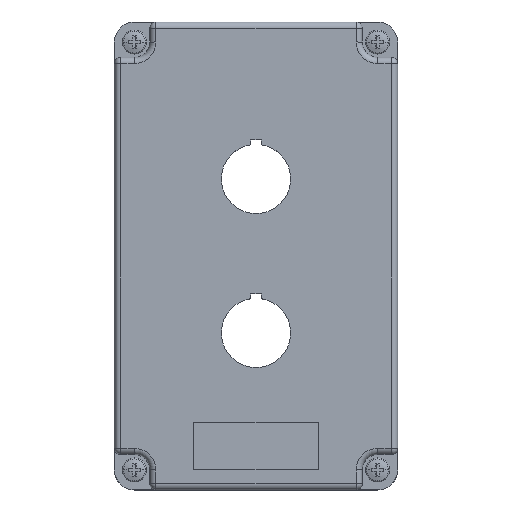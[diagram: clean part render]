
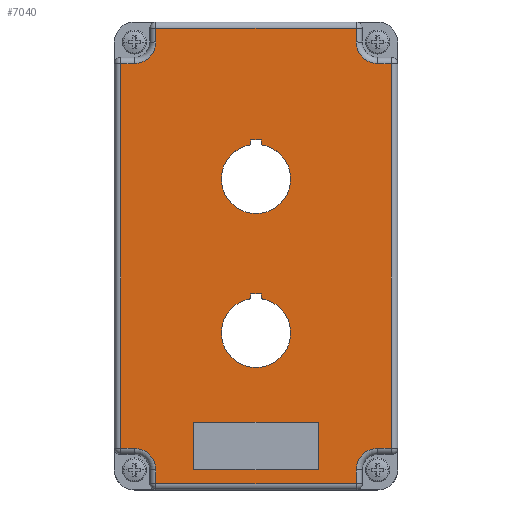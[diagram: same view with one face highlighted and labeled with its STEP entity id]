
A CAD part, top view. The second image highlights one B-rep face of the part: STEP entity #7040.
In plain terms, the highlighted planar face has unit normal (0, 0, 1).
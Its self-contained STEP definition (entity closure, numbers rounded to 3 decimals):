
#4610=CARTESIAN_POINT('',(68.537,-64.102,15.));
#4620=DIRECTION('',(0.,0.,1.));
#4630=DIRECTION('',(1.,0.,0.));
#4640=AXIS2_PLACEMENT_3D('',#4610,#4620,#4630);
#4650=PLANE('',#4640);
#4660=CARTESIAN_POINT('',(0.,-6.814,15.));
#4670=DIRECTION('',(-1.,0.,0.));
#4680=VECTOR('',#4670,1.);
#4690=LINE('',#4660,#4680);
#4700=CARTESIAN_POINT('',(70.287,-6.814,15.));
#4710=VERTEX_POINT('',#4700);
#4720=CARTESIAN_POINT('',(66.787,-6.814,15.));
#4730=VERTEX_POINT('',#4720);
#4740=EDGE_CURVE('',#4710,#4730,#4690,.T.);
#4750=ORIENTED_EDGE('',*,*,#4740,.F.);
#4760=CARTESIAN_POINT('',(66.787,0.,15.));
#4770=DIRECTION('',(0.,-1.,0.));
#4780=VECTOR('',#4770,1.);
#4790=LINE('',#4760,#4780);
#4800=CARTESIAN_POINT('',(66.787,-8.401,15.));
#4810=VERTEX_POINT('',#4800);
#4820=EDGE_CURVE('',#4730,#4810,#4790,.T.);
#4830=ORIENTED_EDGE('',*,*,#4820,.F.);
#4840=CARTESIAN_POINT('',(68.537,-19.514,15.));
#4850=DIRECTION('',(0.,0.,1.));
#4860=DIRECTION('',(1.,0.,0.));
#4870=AXIS2_PLACEMENT_3D('',#4840,#4850,#4860);
#4880=CIRCLE('',#4870,11.25);
#4890=CARTESIAN_POINT('',(70.287,-8.401,15.));
#4900=VERTEX_POINT('',#4890);
#4910=EDGE_CURVE('',#4810,#4900,#4880,.T.);
#4920=ORIENTED_EDGE('',*,*,#4910,.F.);
#4930=CARTESIAN_POINT('',(70.287,0.,15.));
#4940=DIRECTION('',(0.,1.,0.));
#4950=VECTOR('',#4940,1.);
#4960=LINE('',#4930,#4950);
#4970=EDGE_CURVE('',#4900,#4710,#4960,.T.);
#4980=ORIENTED_EDGE('',*,*,#4970,.F.);
#4990=EDGE_LOOP('',(#4980,#4920,#4830,#4750));
#5000=FACE_BOUND('',#4990,.T.);
#5010=CARTESIAN_POINT('',(0.,-114.014,15.));
#5020=DIRECTION('',(1.,0.,0.));
#5030=VECTOR('',#5020,1.);
#5040=LINE('',#5010,#5030);
#5050=CARTESIAN_POINT('',(48.287,-114.014,15.));
#5060=VERTEX_POINT('',#5050);
#5070=CARTESIAN_POINT('',(88.787,-114.014,15.));
#5080=VERTEX_POINT('',#5070);
#5090=EDGE_CURVE('',#5060,#5080,#5040,.T.);
#5100=ORIENTED_EDGE('',*,*,#5090,.F.);
#5110=CARTESIAN_POINT('',(88.787,0.,15.));
#5120=DIRECTION('',(0.,1.,0.));
#5130=VECTOR('',#5120,1.);
#5140=LINE('',#5110,#5130);
#5150=CARTESIAN_POINT('',(88.787,-98.514,15.));
#5160=VERTEX_POINT('',#5150);
#5170=EDGE_CURVE('',#5080,#5160,#5140,.T.);
#5180=ORIENTED_EDGE('',*,*,#5170,.F.);
#5190=CARTESIAN_POINT('',(0.,-98.514,15.));
#5200=DIRECTION('',(-1.,0.,0.));
#5210=VECTOR('',#5200,1.);
#5220=LINE('',#5190,#5210);
#5230=CARTESIAN_POINT('',(48.287,-98.514,15.));
#5240=VERTEX_POINT('',#5230);
#5250=EDGE_CURVE('',#5160,#5240,#5220,.T.);
#5260=ORIENTED_EDGE('',*,*,#5250,.F.);
#5270=CARTESIAN_POINT('',(48.287,0.,15.));
#5280=DIRECTION('',(0.,-1.,0.));
#5290=VECTOR('',#5280,1.);
#5300=LINE('',#5270,#5290);
#5310=EDGE_CURVE('',#5240,#5060,#5300,.T.);
#5320=ORIENTED_EDGE('',*,*,#5310,.F.);
#5330=EDGE_LOOP('',(#5320,#5260,#5180,#5100));
#5340=FACE_BOUND('',#5330,.T.);
#5350=CARTESIAN_POINT('',(0.,-56.814,15.));
#5360=DIRECTION('',(-1.,0.,0.));
#5370=VECTOR('',#5360,1.);
#5380=LINE('',#5350,#5370);
#5390=CARTESIAN_POINT('',(70.287,-56.814,15.));
#5400=VERTEX_POINT('',#5390);
#5410=CARTESIAN_POINT('',(66.787,-56.814,15.));
#5420=VERTEX_POINT('',#5410);
#5430=EDGE_CURVE('',#5400,#5420,#5380,.T.);
#5440=ORIENTED_EDGE('',*,*,#5430,.F.);
#5450=CARTESIAN_POINT('',(66.787,0.,15.));
#5460=DIRECTION('',(0.,-1.,0.));
#5470=VECTOR('',#5460,1.);
#5480=LINE('',#5450,#5470);
#5490=CARTESIAN_POINT('',(66.787,-58.401,15.));
#5500=VERTEX_POINT('',#5490);
#5510=EDGE_CURVE('',#5420,#5500,#5480,.T.);
#5520=ORIENTED_EDGE('',*,*,#5510,.F.);
#5530=CARTESIAN_POINT('',(68.537,-69.514,15.));
#5540=DIRECTION('',(0.,0.,1.));
#5550=DIRECTION('',(1.,0.,0.));
#5560=AXIS2_PLACEMENT_3D('',#5530,#5540,#5550);
#5570=CIRCLE('',#5560,11.25);
#5580=CARTESIAN_POINT('',(70.287,-58.401,15.));
#5590=VERTEX_POINT('',#5580);
#5600=EDGE_CURVE('',#5500,#5590,#5570,.T.);
#5610=ORIENTED_EDGE('',*,*,#5600,.F.);
#5620=CARTESIAN_POINT('',(70.287,0.,15.));
#5630=DIRECTION('',(0.,1.,0.));
#5640=VECTOR('',#5630,1.);
#5650=LINE('',#5620,#5640);
#5660=EDGE_CURVE('',#5590,#5400,#5650,.T.);
#5670=ORIENTED_EDGE('',*,*,#5660,.F.);
#5680=EDGE_LOOP('',(#5670,#5610,#5520,#5440));
#5690=FACE_BOUND('',#5680,.T.);
#5700=CARTESIAN_POINT('',(108.037,24.986,15.));
#5710=DIRECTION('',(0.,0.,1.));
#5720=DIRECTION('',(1.,0.,0.));
#5730=AXIS2_PLACEMENT_3D('',#5700,#5710,#5720);
#5740=CIRCLE('',#5730,7.);
#5750=CARTESIAN_POINT('',(101.037,24.986,15.));
#5760=VERTEX_POINT('',#5750);
#5770=CARTESIAN_POINT('',(108.037,17.986,15.));
#5780=VERTEX_POINT('',#5770);
#5790=EDGE_CURVE('',#5760,#5780,#5740,.T.);
#5800=ORIENTED_EDGE('',*,*,#5790,.F.);
#5810=CARTESIAN_POINT('',(0.,17.986,15.));
#5820=DIRECTION('',(-1.,0.,0.));
#5830=VECTOR('',#5820,1.);
#5840=LINE('',#5810,#5830);
#5850=CARTESIAN_POINT('',(112.537,17.986,15.));
#5860=VERTEX_POINT('',#5850);
#5870=EDGE_CURVE('',#5860,#5780,#5840,.T.);
#5880=ORIENTED_EDGE('',*,*,#5870,.T.);
#5890=CARTESIAN_POINT('',(112.537,0.,15.));
#5900=DIRECTION('',(0.,-1.,0.));
#5910=VECTOR('',#5900,1.);
#5920=LINE('',#5890,#5910);
#5930=CARTESIAN_POINT('',(112.537,-107.014,15.));
#5940=VERTEX_POINT('',#5930);
#5950=EDGE_CURVE('',#5860,#5940,#5920,.T.);
#5960=ORIENTED_EDGE('',*,*,#5950,.F.);
#5970=CARTESIAN_POINT('',(0.,-107.014,15.));
#5980=DIRECTION('',(1.,0.,0.));
#5990=VECTOR('',#5980,1.);
#6000=LINE('',#5970,#5990);
#6010=CARTESIAN_POINT('',(108.037,-107.014,15.));
#6020=VERTEX_POINT('',#6010);
#6030=EDGE_CURVE('',#6020,#5940,#6000,.T.);
#6040=ORIENTED_EDGE('',*,*,#6030,.T.);
#6050=CARTESIAN_POINT('',(108.037,-114.014,15.));
#6060=DIRECTION('',(0.,0.,1.));
#6070=DIRECTION('',(1.,0.,0.));
#6080=AXIS2_PLACEMENT_3D('',#6050,#6060,#6070);
#6090=CIRCLE('',#6080,7.);
#6100=CARTESIAN_POINT('',(101.037,-114.014,15.));
#6110=VERTEX_POINT('',#6100);
#6120=EDGE_CURVE('',#6020,#6110,#6090,.T.);
#6130=ORIENTED_EDGE('',*,*,#6120,.F.);
#6140=CARTESIAN_POINT('',(101.037,0.,15.));
#6150=DIRECTION('',(0.,-1.,0.));
#6160=VECTOR('',#6150,1.);
#6170=LINE('',#6140,#6160);
#6180=CARTESIAN_POINT('',(101.037,-118.514,15.));
#6190=VERTEX_POINT('',#6180);
#6200=EDGE_CURVE('',#6110,#6190,#6170,.T.);
#6210=ORIENTED_EDGE('',*,*,#6200,.F.);
#6220=CARTESIAN_POINT('',(0.,-118.514,15.));
#6230=DIRECTION('',(1.,0.,0.));
#6240=VECTOR('',#6230,1.);
#6250=LINE('',#6220,#6240);
#6260=CARTESIAN_POINT('',(36.037,-118.514,15.));
#6270=VERTEX_POINT('',#6260);
#6280=EDGE_CURVE('',#6270,#6190,#6250,.T.);
#6290=ORIENTED_EDGE('',*,*,#6280,.T.);
#6300=CARTESIAN_POINT('',(36.037,0.,15.));
#6310=DIRECTION('',(0.,1.,0.));
#6320=VECTOR('',#6310,1.);
#6330=LINE('',#6300,#6320);
#6340=CARTESIAN_POINT('',(36.037,-114.014,15.));
#6350=VERTEX_POINT('',#6340);
#6360=EDGE_CURVE('',#6270,#6350,#6330,.T.);
#6370=ORIENTED_EDGE('',*,*,#6360,.F.);
#6380=CARTESIAN_POINT('',(29.037,-114.014,15.));
#6390=DIRECTION('',(0.,0.,-1.));
#6400=DIRECTION('',(-1.,0.,0.));
#6410=AXIS2_PLACEMENT_3D('',#6380,#6390,#6400);
#6420=CIRCLE('',#6410,7.);
#6430=CARTESIAN_POINT('',(29.037,-107.014,15.));
#6440=VERTEX_POINT('',#6430);
#6450=EDGE_CURVE('',#6440,#6350,#6420,.T.);
#6460=ORIENTED_EDGE('',*,*,#6450,.T.);
#6470=CARTESIAN_POINT('',(0.,-107.014,15.));
#6480=DIRECTION('',(1.,0.,0.));
#6490=VECTOR('',#6480,1.);
#6500=LINE('',#6470,#6490);
#6510=CARTESIAN_POINT('',(24.537,-107.014,15.));
#6520=VERTEX_POINT('',#6510);
#6530=EDGE_CURVE('',#6520,#6440,#6500,.T.);
#6540=ORIENTED_EDGE('',*,*,#6530,.T.);
#6550=CARTESIAN_POINT('',(24.537,0.,15.));
#6560=DIRECTION('',(0.,1.,0.));
#6570=VECTOR('',#6560,1.);
#6580=LINE('',#6550,#6570);
#6590=CARTESIAN_POINT('',(24.537,17.986,15.));
#6600=VERTEX_POINT('',#6590);
#6610=EDGE_CURVE('',#6520,#6600,#6580,.T.);
#6620=ORIENTED_EDGE('',*,*,#6610,.F.);
#6630=CARTESIAN_POINT('',(0.,17.986,15.));
#6640=DIRECTION('',(-1.,0.,0.));
#6650=VECTOR('',#6640,1.);
#6660=LINE('',#6630,#6650);
#6670=CARTESIAN_POINT('',(29.037,17.986,15.));
#6680=VERTEX_POINT('',#6670);
#6690=EDGE_CURVE('',#6680,#6600,#6660,.T.);
#6700=ORIENTED_EDGE('',*,*,#6690,.T.);
#6710=CARTESIAN_POINT('',(29.037,24.986,15.));
#6720=DIRECTION('',(0.,0.,-1.));
#6730=DIRECTION('',(-1.,0.,0.));
#6740=AXIS2_PLACEMENT_3D('',#6710,#6720,#6730);
#6750=CIRCLE('',#6740,7.);
#6760=CARTESIAN_POINT('',(36.037,24.986,15.));
#6770=VERTEX_POINT('',#6760);
#6780=EDGE_CURVE('',#6770,#6680,#6750,.T.);
#6790=ORIENTED_EDGE('',*,*,#6780,.T.);
#6800=CARTESIAN_POINT('',(36.037,0.,15.));
#6810=DIRECTION('',(0.,1.,0.));
#6820=VECTOR('',#6810,1.);
#6830=LINE('',#6800,#6820);
#6840=CARTESIAN_POINT('',(36.037,29.486,15.));
#6850=VERTEX_POINT('',#6840);
#6860=EDGE_CURVE('',#6770,#6850,#6830,.T.);
#6870=ORIENTED_EDGE('',*,*,#6860,.F.);
#6880=CARTESIAN_POINT('',(0.,29.486,15.));
#6890=DIRECTION('',(-1.,0.,0.));
#6900=VECTOR('',#6890,1.);
#6910=LINE('',#6880,#6900);
#6920=CARTESIAN_POINT('',(101.037,29.486,15.));
#6930=VERTEX_POINT('',#6920);
#6940=EDGE_CURVE('',#6930,#6850,#6910,.T.);
#6950=ORIENTED_EDGE('',*,*,#6940,.T.);
#6960=CARTESIAN_POINT('',(101.037,0.,15.));
#6970=DIRECTION('',(0.,-1.,0.));
#6980=VECTOR('',#6970,1.);
#6990=LINE('',#6960,#6980);
#7000=EDGE_CURVE('',#6930,#5760,#6990,.T.);
#7010=ORIENTED_EDGE('',*,*,#7000,.F.);
#7020=EDGE_LOOP('',(#7010,#6950,#6870,#6790,#6700,#6620,#6540,#6460,
#6370,#6290,#6210,#6130,#6040,#5960,#5880,#5800));
#7030=FACE_OUTER_BOUND('',#7020,.T.);
#7040=ADVANCED_FACE('',(#5000,#5340,#5690,#7030),#4650,.T.);
